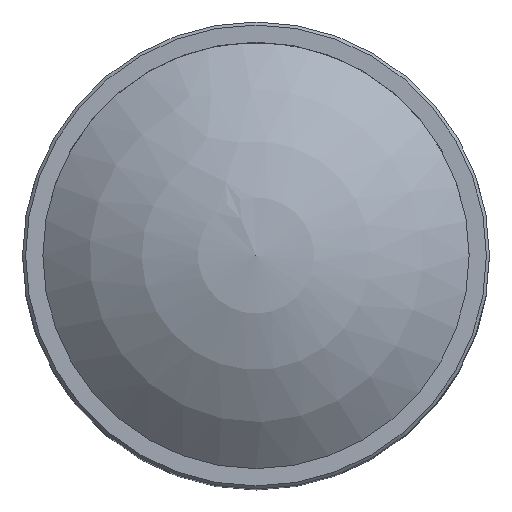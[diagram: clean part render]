
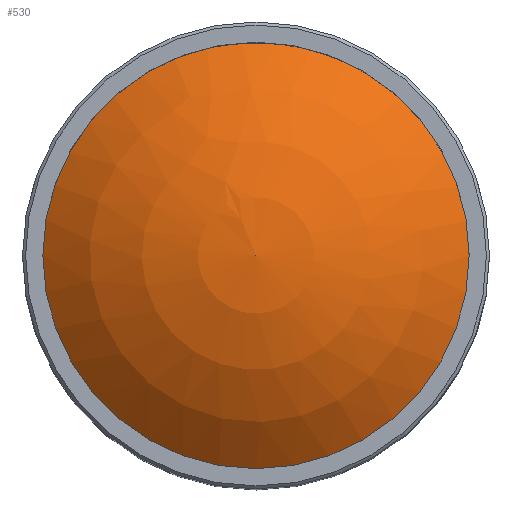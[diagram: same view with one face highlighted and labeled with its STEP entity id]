
A CAD part, top view. The second image highlights one B-rep face of the part: STEP entity #530.
In plain terms, the highlighted spherical face has radius 31.209 mm.
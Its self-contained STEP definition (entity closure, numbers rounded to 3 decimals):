
#31 = VERTEX_POINT ( 'NONE', #1054 ) ;
#154 = CARTESIAN_POINT ( 'NONE',  ( 0., 0., -981.568 ) ) ;
#176 = DIRECTION ( 'NONE',  ( -1., 0., 0. ) ) ;
#321 = FACE_OUTER_BOUND ( 'NONE', #933, .T. ) ;
#431 = CIRCLE ( 'NONE', #482, 21. ) ;
#466 = DIRECTION ( 'NONE',  ( -0.383, 0.924, 0. ) ) ;
#482 = AXIS2_PLACEMENT_3D ( 'NONE', #739, #918, #176 ) ;
#530 = ADVANCED_FACE ( 'NONE', ( #321 ), #895, .T. ) ;
#574 = DIRECTION ( 'NONE',  ( 0., 0., 1. ) ) ;
#599 = EDGE_CURVE ( 'NONE', #31, #31, #431, .T. ) ;
#739 = CARTESIAN_POINT ( 'NONE',  ( 0., 0., -958.481 ) ) ;
#859 = ORIENTED_EDGE ( 'NONE', *, *, #599, .F. ) ;
#895 = SPHERICAL_SURFACE ( 'NONE', #947, 31.21 ) ;
#918 = DIRECTION ( 'NONE',  ( 0., 0., -1. ) ) ;
#933 = EDGE_LOOP ( 'NONE', ( #859 ) ) ;
#947 = AXIS2_PLACEMENT_3D ( 'NONE', #154, #574, #466 ) ;
#1054 = CARTESIAN_POINT ( 'NONE',  ( -21., 0., -958.481 ) ) ;
